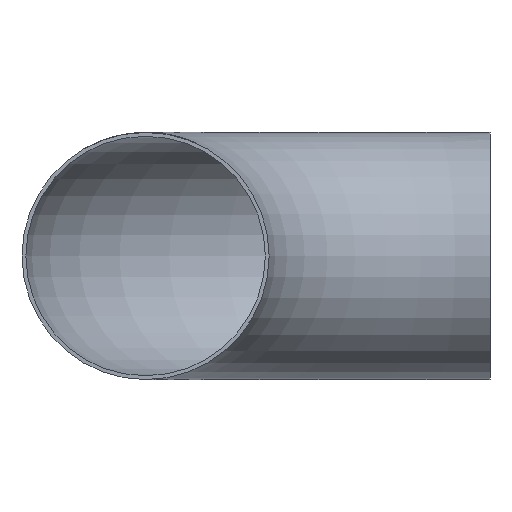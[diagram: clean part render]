
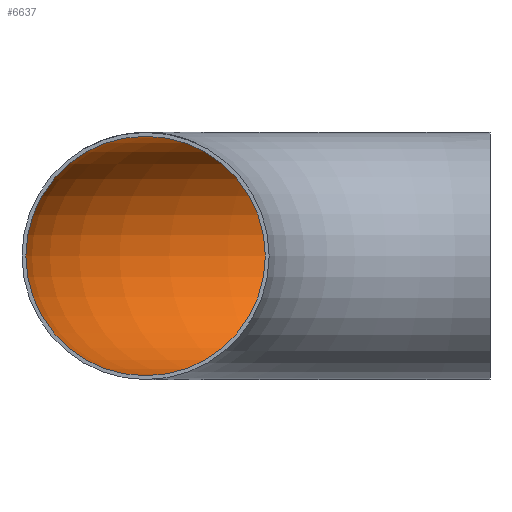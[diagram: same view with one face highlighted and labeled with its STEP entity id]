
A CAD part, front view. The second image highlights one B-rep face of the part: STEP entity #6637.
In plain terms, the highlighted toroidal (fillet/blend) face has major radius 270 mm and minor radius 93.85 mm.
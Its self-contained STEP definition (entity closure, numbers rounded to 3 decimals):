
#287 = CIRCLE ( 'NONE', #2636, 93.85 ) ;
#1527 = EDGE_CURVE ( 'NONE', #1546, #1546, #3418, .T. ) ;
#1546 = VERTEX_POINT ( 'NONE', #2443 ) ;
#2372 = DIRECTION ( 'NONE',  ( 0., 1., 0. ) ) ;
#2380 = ORIENTED_EDGE ( 'NONE', *, *, #1527, .T. ) ;
#2443 = CARTESIAN_POINT ( 'NONE',  ( 0., 363.85, 0. ) ) ;
#2560 = EDGE_LOOP ( 'NONE', ( #2380 ) ) ;
#2636 = AXIS2_PLACEMENT_3D ( 'NONE', #5679, #2372, #3038 ) ;
#3038 = DIRECTION ( 'NONE',  ( 0., 0., 1. ) ) ;
#3418 = CIRCLE ( 'NONE', #7229, 93.85 ) ;
#3729 = DIRECTION ( 'NONE',  ( 1., 0., 0. ) ) ;
#4221 = AXIS2_PLACEMENT_3D ( 'NONE', #8250, #5265, #8615 ) ;
#4939 = DIRECTION ( 'NONE',  ( 0., 1., 0. ) ) ;
#5054 = VERTEX_POINT ( 'NONE', #6422 ) ;
#5057 = EDGE_LOOP ( 'NONE', ( #7252 ) ) ;
#5265 = DIRECTION ( 'NONE',  ( 0., 0., -1. ) ) ;
#5679 = CARTESIAN_POINT ( 'NONE',  ( -270., 0., 0. ) ) ;
#6202 = FACE_OUTER_BOUND ( 'NONE', #5057, .T. ) ;
#6310 = CARTESIAN_POINT ( 'NONE',  ( 0., 270., 0. ) ) ;
#6416 = TOROIDAL_SURFACE ( 'NONE', #4221, 270., 93.85 ) ;
#6422 = CARTESIAN_POINT ( 'NONE',  ( -270., 0., 93.85 ) ) ;
#6637 = ADVANCED_FACE ( 'NONE', ( #8407, #6202 ), #6416, .F. ) ;
#6644 = EDGE_CURVE ( 'NONE', #5054, #5054, #287, .T. ) ;
#7229 = AXIS2_PLACEMENT_3D ( 'NONE', #6310, #3729, #4939 ) ;
#7252 = ORIENTED_EDGE ( 'NONE', *, *, #6644, .F. ) ;
#8250 = CARTESIAN_POINT ( 'NONE',  ( 0., 0., 0. ) ) ;
#8407 = FACE_OUTER_BOUND ( 'NONE', #2560, .T. ) ;
#8615 = DIRECTION ( 'NONE',  ( -1., 0., 0. ) ) ;
